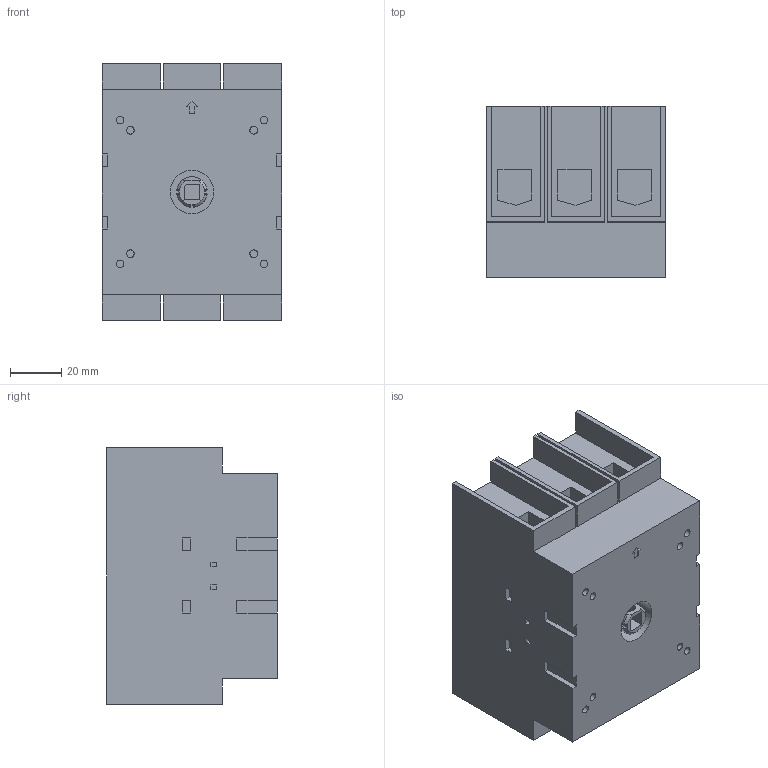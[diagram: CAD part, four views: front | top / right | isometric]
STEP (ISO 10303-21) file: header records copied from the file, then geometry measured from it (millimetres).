
FILE_DESCRIPTION((''),'2;1');
FILE_NAME('OT100-125FT3','2024-06-03T07:22:21',('FIRARAN'),(''),'CREO PARAMETRIC BY PTC INC, 2022364','CREO PARAMETRIC BY PTC INC, 2022364','');
FILE_SCHEMA(('AUTOMOTIVE_DESIGN { 1 0 10303 214 1 1 1 1 }'));
Length unit declared in the file: millimetre
Products named in the file (1): OT100-125FT3
Bounding box: 69.99 x 66.5 x 100 mm (x, y, z)
Volume: 359313.7 mm3; surface area: 54717.6 mm2
Topology: 1 solids, 1 shells, 247 faces, 644 edges, 424 vertices
Faces by surface type: plane 180, cylinder 55, bspline 8, cone 4
Entity records: 10406 total; most frequent: CARTESIAN_POINT 1863, ORIENTED_EDGE 1288, DIRECTION 1246, EDGE_CURVE 644, VECTOR 505, LINE 505, VERTEX_POINT 424, AXIS2_PLACEMENT_3D 369
